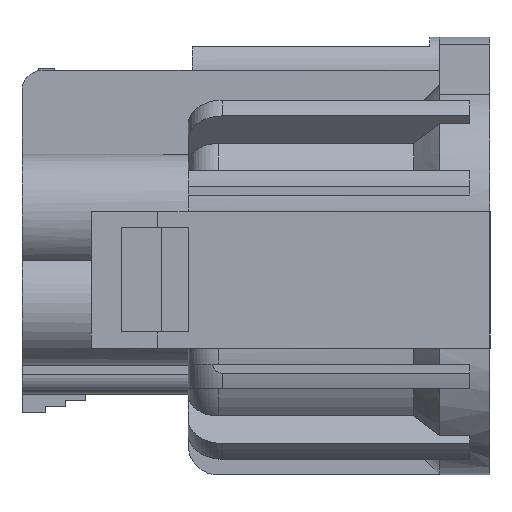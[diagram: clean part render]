
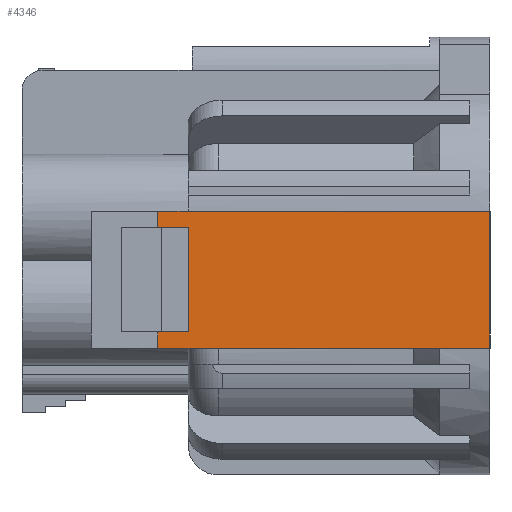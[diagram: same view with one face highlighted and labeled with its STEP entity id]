
A CAD part, front view. The second image highlights one B-rep face of the part: STEP entity #4346.
In plain terms, the highlighted planar face has unit normal (0, -1, 0).
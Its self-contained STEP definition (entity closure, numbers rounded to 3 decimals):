
#4285=AXIS2_PLACEMENT_3D('Plane Axis2P3D',#4282,#4283,#4284) ;
#2256=CARTESIAN_POINT('Vertex',(-2.5,-18.7,1.475)) ;
#2259=CARTESIAN_POINT('Line Origine',(-9.5,-18.7,1.475)) ;
#2263=CARTESIAN_POINT('Vertex',(-16.5,-18.7,1.475)) ;
#2378=CARTESIAN_POINT('Vertex',(0.,-18.7,1.475)) ;
#2381=CARTESIAN_POINT('Line Origine',(-1.25,-18.7,1.475)) ;
#2443=CARTESIAN_POINT('Vertex',(0.,-18.7,8.275)) ;
#2446=CARTESIAN_POINT('Line Origine',(0.,-18.7,4.875)) ;
#4282=CARTESIAN_POINT('Axis2P3D Location',(0.,-18.7,13.65)) ;
#4287=CARTESIAN_POINT('Line Origine',(-7.5,-18.7,8.275)) ;
#4291=CARTESIAN_POINT('Vertex',(-15.,-18.7,8.275)) ;
#4294=CARTESIAN_POINT('Line Origine',(-15.75,-18.7,8.275)) ;
#4298=CARTESIAN_POINT('Vertex',(-16.5,-18.7,8.275)) ;
#4301=CARTESIAN_POINT('Line Origine',(-16.5,-18.7,7.875)) ;
#4305=CARTESIAN_POINT('Vertex',(-16.5,-18.7,7.475)) ;
#4308=CARTESIAN_POINT('Line Origine',(-15.75,-18.7,7.475)) ;
#4312=CARTESIAN_POINT('Vertex',(-15.,-18.7,7.475)) ;
#4315=CARTESIAN_POINT('Line Origine',(-15.,-18.7,4.875)) ;
#4319=CARTESIAN_POINT('Vertex',(-15.,-18.7,2.275)) ;
#4322=CARTESIAN_POINT('Line Origine',(-15.75,-18.7,2.275)) ;
#4326=CARTESIAN_POINT('Vertex',(-16.5,-18.7,2.275)) ;
#4329=CARTESIAN_POINT('Line Origine',(-16.5,-18.7,1.875)) ;
#2260=DIRECTION('Vector Direction',(-1.,0.,0.)) ;
#2382=DIRECTION('Vector Direction',(-1.,0.,0.)) ;
#2447=DIRECTION('Vector Direction',(0.,0.,1.)) ;
#4283=DIRECTION('Axis2P3D Direction',(0.,1.,0.)) ;
#4284=DIRECTION('Axis2P3D XDirection',(0.,0.,-1.)) ;
#4288=DIRECTION('Vector Direction',(-1.,0.,0.)) ;
#4295=DIRECTION('Vector Direction',(-1.,0.,0.)) ;
#4302=DIRECTION('Vector Direction',(0.,0.,1.)) ;
#4309=DIRECTION('Vector Direction',(1.,0.,0.)) ;
#4316=DIRECTION('Vector Direction',(0.,0.,-1.)) ;
#4323=DIRECTION('Vector Direction',(1.,0.,0.)) ;
#4330=DIRECTION('Vector Direction',(0.,0.,-1.)) ;
#2261=VECTOR('Line Direction',#2260,1.) ;
#2383=VECTOR('Line Direction',#2382,1.) ;
#2448=VECTOR('Line Direction',#2447,1.) ;
#4289=VECTOR('Line Direction',#4288,1.) ;
#4296=VECTOR('Line Direction',#4295,1.) ;
#4303=VECTOR('Line Direction',#4302,1.) ;
#4310=VECTOR('Line Direction',#4309,1.) ;
#4317=VECTOR('Line Direction',#4316,1.) ;
#4324=VECTOR('Line Direction',#4323,1.) ;
#4331=VECTOR('Line Direction',#4330,1.) ;
#4335=ORIENTED_EDGE('',*,*,#2265,.F.) ;
#4336=ORIENTED_EDGE('',*,*,#2385,.F.) ;
#4337=ORIENTED_EDGE('',*,*,#2450,.T.) ;
#4338=ORIENTED_EDGE('',*,*,#4293,.T.) ;
#4339=ORIENTED_EDGE('',*,*,#4300,.T.) ;
#4340=ORIENTED_EDGE('',*,*,#4307,.F.) ;
#4341=ORIENTED_EDGE('',*,*,#4314,.F.) ;
#4342=ORIENTED_EDGE('',*,*,#4321,.T.) ;
#4343=ORIENTED_EDGE('',*,*,#4328,.F.) ;
#4344=ORIENTED_EDGE('',*,*,#4333,.T.) ;
#4346=ADVANCED_FACE('HSG',(#4345),#4286,.F.) ;
#2265=EDGE_CURVE('',#2257,#2264,#2262,.T.) ;
#2385=EDGE_CURVE('',#2379,#2257,#2384,.T.) ;
#2450=EDGE_CURVE('',#2379,#2444,#2449,.T.) ;
#4293=EDGE_CURVE('',#2444,#4292,#4290,.T.) ;
#4300=EDGE_CURVE('',#4292,#4299,#4297,.T.) ;
#4307=EDGE_CURVE('',#4306,#4299,#4304,.T.) ;
#4314=EDGE_CURVE('',#4313,#4306,#4311,.F.) ;
#4321=EDGE_CURVE('',#4313,#4320,#4318,.T.) ;
#4328=EDGE_CURVE('',#4327,#4320,#4325,.T.) ;
#4333=EDGE_CURVE('',#4327,#2264,#4332,.T.) ;
#4334=EDGE_LOOP('',(#4335,#4336,#4337,#4338,#4339,#4340,#4341,#4342,#4343,#4344)) ;
#4345=FACE_OUTER_BOUND('',#4334,.T.) ;
#2262=LINE('Line',#2259,#2261) ;
#2384=LINE('Line',#2381,#2383) ;
#2449=LINE('Line',#2446,#2448) ;
#4290=LINE('Line',#4287,#4289) ;
#4297=LINE('Line',#4294,#4296) ;
#4304=LINE('Line',#4301,#4303) ;
#4311=LINE('Line',#4308,#4310) ;
#4318=LINE('Line',#4315,#4317) ;
#4325=LINE('Line',#4322,#4324) ;
#4332=LINE('Line',#4329,#4331) ;
#4286=PLANE('',#4285) ;
#2257=VERTEX_POINT('',#2256) ;
#2264=VERTEX_POINT('',#2263) ;
#2379=VERTEX_POINT('',#2378) ;
#2444=VERTEX_POINT('',#2443) ;
#4292=VERTEX_POINT('',#4291) ;
#4299=VERTEX_POINT('',#4298) ;
#4306=VERTEX_POINT('',#4305) ;
#4313=VERTEX_POINT('',#4312) ;
#4320=VERTEX_POINT('',#4319) ;
#4327=VERTEX_POINT('',#4326) ;
